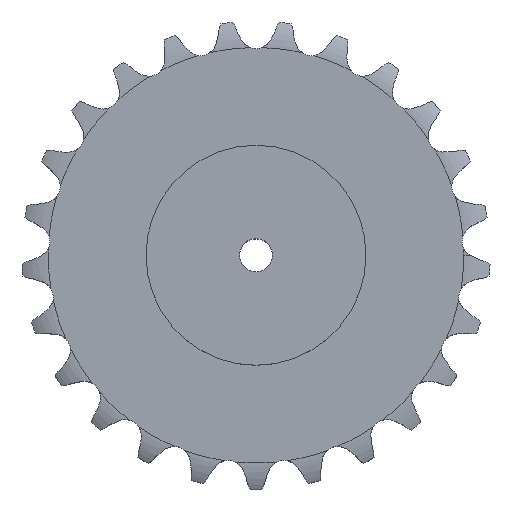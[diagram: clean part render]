
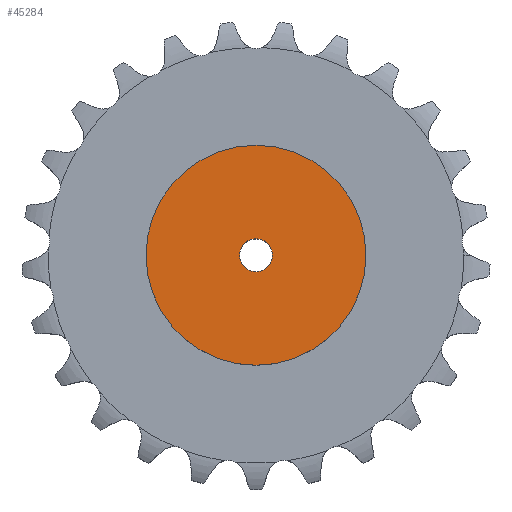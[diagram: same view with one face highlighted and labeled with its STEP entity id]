
A CAD part, top view. The second image highlights one B-rep face of the part: STEP entity #45284.
In plain terms, the highlighted planar face has unit normal (0, 0, 1).
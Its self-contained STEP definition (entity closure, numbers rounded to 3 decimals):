
#24174 = CYLINDRICAL_SURFACE('',#24175,15.);
#24175 = AXIS2_PLACEMENT_3D('',#24176,#24177,#24178);
#24176 = CARTESIAN_POINT('',(0.,0.,657.19));
#24177 = DIRECTION('',(0.,0.,1.));
#24178 = DIRECTION('',(1.,0.,0.));
#30657 = EDGE_CURVE('',#30658,#30658,#30660,.T.);
#30658 = VERTEX_POINT('',#30659);
#30659 = CARTESIAN_POINT('',(15.,0.,120.));
#30660 = SURFACE_CURVE('',#30661,(#30666,#30673),.PCURVE_S1.);
#30661 = CIRCLE('',#30662,15.);
#30662 = AXIS2_PLACEMENT_3D('',#30663,#30664,#30665);
#30663 = CARTESIAN_POINT('',(0.,0.,120.));
#30664 = DIRECTION('',(0.,0.,1.));
#30665 = DIRECTION('',(1.,0.,0.));
#30666 = PCURVE('',#24174,#30667);
#30667 = DEFINITIONAL_REPRESENTATION('',(#30668),#30672);
#30668 = LINE('',#30669,#30670);
#30669 = CARTESIAN_POINT('',(0.,-537.19));
#30670 = VECTOR('',#30671,1.);
#30671 = DIRECTION('',(1.,0.));
#30672 = ( GEOMETRIC_REPRESENTATION_CONTEXT(2) 
PARAMETRIC_REPRESENTATION_CONTEXT() REPRESENTATION_CONTEXT('2D SPACE',''
  ) );
#30673 = PCURVE('',#30674,#30679);
#30674 = PLANE('',#30675);
#30675 = AXIS2_PLACEMENT_3D('',#30676,#30677,#30678);
#30676 = CARTESIAN_POINT('',(0.,0.,120.
    ));
#30677 = DIRECTION('',(0.,0.,1.));
#30678 = DIRECTION('',(1.,0.,0.));
#30679 = DEFINITIONAL_REPRESENTATION('',(#30680),#30684);
#30680 = CIRCLE('',#30681,15.);
#30681 = AXIS2_PLACEMENT_2D('',#30682,#30683);
#30682 = CARTESIAN_POINT('',(0.,0.));
#30683 = DIRECTION('',(1.,0.));
#30684 = ( GEOMETRIC_REPRESENTATION_CONTEXT(2) 
PARAMETRIC_REPRESENTATION_CONTEXT() REPRESENTATION_CONTEXT('2D SPACE',''
  ) );
#45284 = ADVANCED_FACE('',(#45285,#45316),#30674,.T.);
#45285 = FACE_BOUND('',#45286,.T.);
#45286 = EDGE_LOOP('',(#45287));
#45287 = ORIENTED_EDGE('',*,*,#45288,.T.);
#45288 = EDGE_CURVE('',#45289,#45289,#45291,.T.);
#45289 = VERTEX_POINT('',#45290);
#45290 = CARTESIAN_POINT('',(100.,0.,120.));
#45291 = SURFACE_CURVE('',#45292,(#45297,#45304),.PCURVE_S1.);
#45292 = CIRCLE('',#45293,100.);
#45293 = AXIS2_PLACEMENT_3D('',#45294,#45295,#45296);
#45294 = CARTESIAN_POINT('',(0.,0.,120.));
#45295 = DIRECTION('',(0.,0.,1.));
#45296 = DIRECTION('',(1.,0.,0.));
#45297 = PCURVE('',#30674,#45298);
#45298 = DEFINITIONAL_REPRESENTATION('',(#45299),#45303);
#45299 = CIRCLE('',#45300,100.);
#45300 = AXIS2_PLACEMENT_2D('',#45301,#45302);
#45301 = CARTESIAN_POINT('',(0.,0.));
#45302 = DIRECTION('',(1.,0.));
#45303 = ( GEOMETRIC_REPRESENTATION_CONTEXT(2) 
PARAMETRIC_REPRESENTATION_CONTEXT() REPRESENTATION_CONTEXT('2D SPACE',''
  ) );
#45304 = PCURVE('',#45305,#45310);
#45305 = CYLINDRICAL_SURFACE('',#45306,100.);
#45306 = AXIS2_PLACEMENT_3D('',#45307,#45308,#45309);
#45307 = CARTESIAN_POINT('',(0.,0.,0.));
#45308 = DIRECTION('',(-0.,-0.,-1.));
#45309 = DIRECTION('',(1.,0.,0.));
#45310 = DEFINITIONAL_REPRESENTATION('',(#45311),#45315);
#45311 = LINE('',#45312,#45313);
#45312 = CARTESIAN_POINT('',(-0.,-120.));
#45313 = VECTOR('',#45314,1.);
#45314 = DIRECTION('',(-1.,0.));
#45315 = ( GEOMETRIC_REPRESENTATION_CONTEXT(2) 
PARAMETRIC_REPRESENTATION_CONTEXT() REPRESENTATION_CONTEXT('2D SPACE',''
  ) );
#45316 = FACE_BOUND('',#45317,.T.);
#45317 = EDGE_LOOP('',(#45318));
#45318 = ORIENTED_EDGE('',*,*,#30657,.F.);
